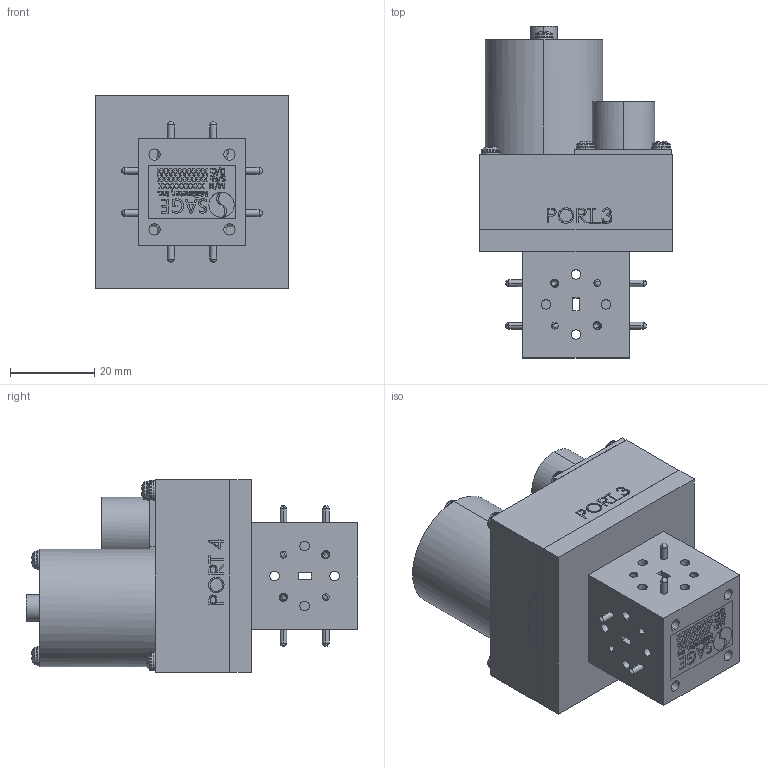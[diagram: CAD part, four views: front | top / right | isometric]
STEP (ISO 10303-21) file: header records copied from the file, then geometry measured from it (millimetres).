
FILE_DESCRIPTION (( 'STEP AP203' ), '1' );
FILE_NAME ('SWJ-12-TS.STEP', '2017-08-22T19:29:02', ( '' ), ( '' ), 'SwSTEP 2.0', 'SolidWorks 2013', '' );
FILE_SCHEMA (( 'CONFIG_CONTROL_DESIGN' ));
Length unit declared in the file: inch
Products named in the file (1): SWJ-12-TS
Bounding box: 45.72 x 79 x 45.72 mm (x, y, z)
Surface area: 16705.8 mm2 (no closed solid volume)
Topology: 0 solids, 106 shells, 593 faces, 2717 edges, 2244 vertices
Faces by surface type: plane 307, cylinder 163, bspline 67, cone 56
Full cylindrical faces by diameter (mm): 4.572 x2
Entity records: 41304 total; most frequent: CARTESIAN_POINT 21900, ORIENTED_EDGE 4057, DIRECTION 2958, EDGE_CURVE 2700, VERTEX_POINT 2246, B_SPLINE_CURVE_WITH_KNOTS 1171, LINE 1072, VECTOR 1072
